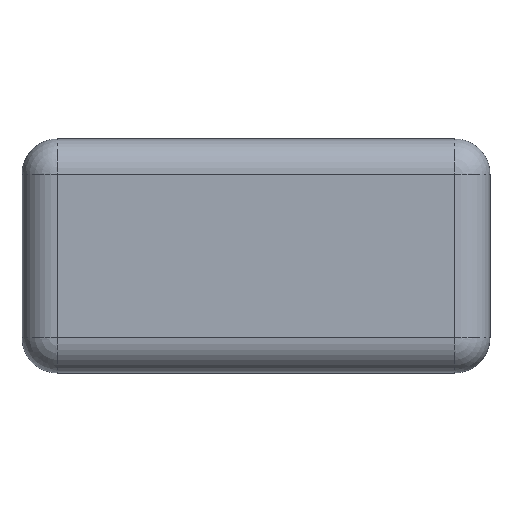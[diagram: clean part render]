
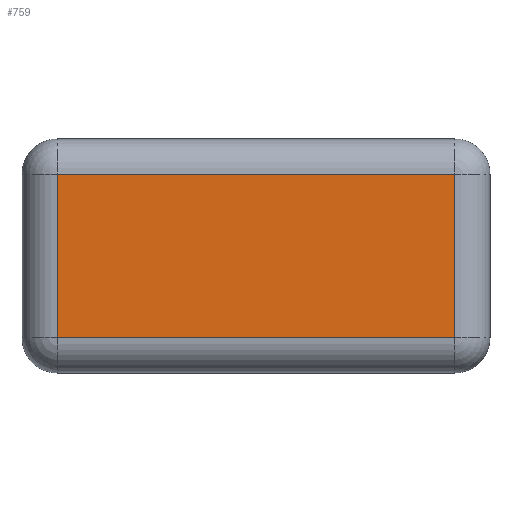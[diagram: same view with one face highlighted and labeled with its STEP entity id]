
A CAD part, top view. The second image highlights one B-rep face of the part: STEP entity #759.
In plain terms, the highlighted planar face has unit normal (0, 0, 1).
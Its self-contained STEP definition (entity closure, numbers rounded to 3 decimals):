
#448=ORIENTED_EDGE('',*,*,#568,.T.);
#449=ORIENTED_EDGE('',*,*,#569,.T.);
#450=ORIENTED_EDGE('',*,*,#566,.T.);
#451=ORIENTED_EDGE('',*,*,#570,.T.);
#498=VECTOR('',#662,1.);
#499=VECTOR('',#667,1.);
#500=VECTOR('',#668,1.);
#501=VECTOR('',#669,1.);
#518=LINE('',#817,#498);
#519=LINE('',#822,#499);
#520=LINE('',#823,#500);
#521=LINE('',#824,#501);
#539=VERTEX_POINT('',#812);
#540=VERTEX_POINT('',#816);
#541=VERTEX_POINT('',#820);
#542=VERTEX_POINT('',#821);
#566=EDGE_CURVE('',#539,#540,#518,.T.);
#568=EDGE_CURVE('',#541,#542,#519,.T.);
#569=EDGE_CURVE('',#542,#539,#520,.T.);
#570=EDGE_CURVE('',#540,#541,#521,.T.);
#589=EDGE_LOOP('',(#448,#449,#450,#451));
#607=FACE_BOUND('',#589,.T.);
#662=DIRECTION('',(-34.,0.,0.));
#665=DIRECTION('',(0.,0.,1.));
#666=DIRECTION('',(0.,-1.,0.));
#667=DIRECTION('',(34.,0.,0.));
#668=DIRECTION('',(0.,14.,0.));
#669=DIRECTION('',(0.,-14.,0.));
#726=AXIS2_PLACEMENT_3D('',#819,#665,#666);
#749=PLANE('',#726);
#759=ADVANCED_FACE('',(#607),#749,.T.);
#812=CARTESIAN_POINT('',(53.522,58.78,4.));
#816=CARTESIAN_POINT('',(19.522,58.78,4.));
#817=CARTESIAN_POINT('',(53.522,58.78,4.));
#819=CARTESIAN_POINT('',(12.094,18.795,4.));
#820=CARTESIAN_POINT('',(19.522,44.78,4.));
#821=CARTESIAN_POINT('',(53.522,44.78,4.));
#822=CARTESIAN_POINT('',(19.522,44.78,4.));
#823=CARTESIAN_POINT('',(53.522,44.78,4.));
#824=CARTESIAN_POINT('',(19.522,58.78,4.));
